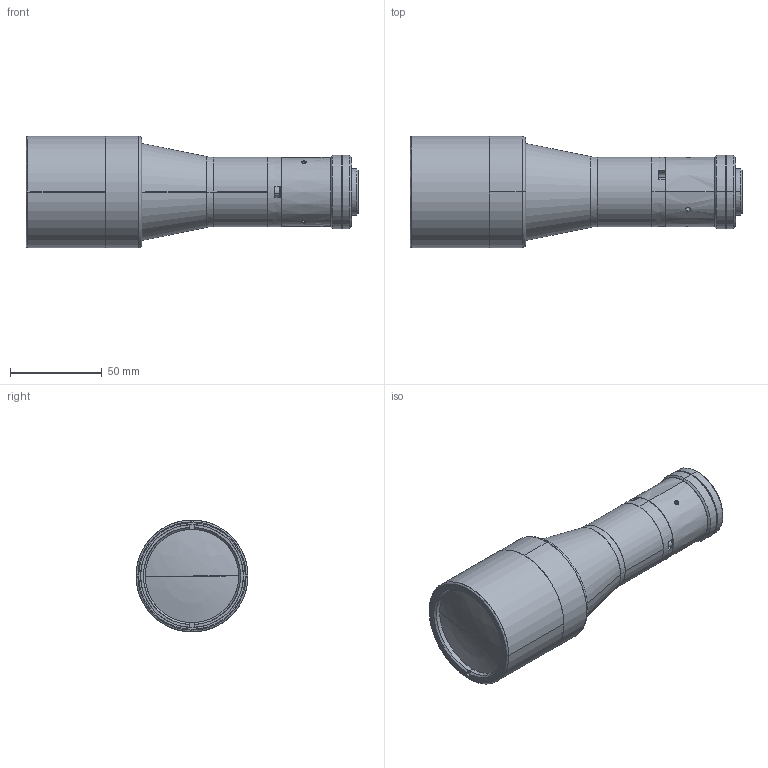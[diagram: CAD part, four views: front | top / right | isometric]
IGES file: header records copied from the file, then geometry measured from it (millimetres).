
Start section: SolidWorks IGES file using analytic representation for surfaces
Global section: file name: TC1MHR036-C.igs; native system: SolidWorks 2018; preprocessor: SolidWorks 2018; author: localUser; date: 181128.093441; units: millimetre
Bounding box: 181.11 x 61 x 61 mm (x, y, z)
Surface area: 42453.8 mm2 (no closed solid volume)
Topology: 0 solids, 0 shells, 102 faces, 2558 edges, 2557 vertices
Faces by surface type: revolution 61, bspline 41
